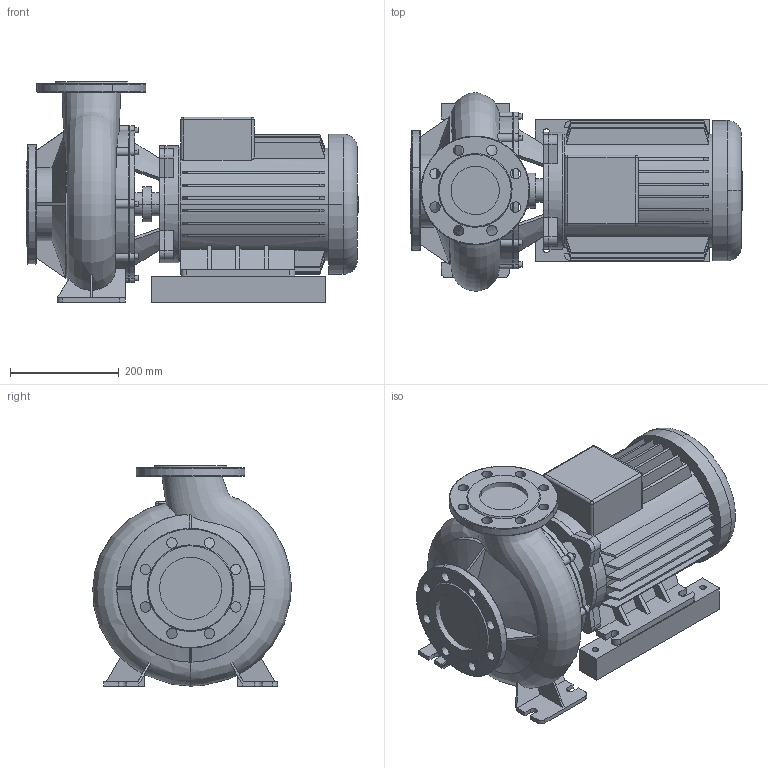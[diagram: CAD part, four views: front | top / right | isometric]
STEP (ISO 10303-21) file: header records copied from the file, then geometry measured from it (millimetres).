
FILE_DESCRIPTION((''),'2;1');
FILE_NAME('3d_BM80_160-15_2-2103527.stp','2011-01-26T14:45:57',(''),(''),'Mechanical Desktop 2008','Mechanical Desktop 2008',', , ');
FILE_SCHEMA(('CONFIG_CONTROL_DESIGN'));
Length unit declared in the file: millimetre
Products named in the file (1): Product
Bounding box: 610.5 x 364.99 x 405 mm (x, y, z)
Volume: 30464291.1 mm3; surface area: 1721493.4 mm2
Topology: 12 solids, 12 shells, 679 faces, 1761 edges, 1146 vertices
Faces by surface type: plane 313, bspline 204, cylinder 112, cone 44, sphere 4, torus 2
Entity records: 30628 total; most frequent: CARTESIAN_POINT 14696, ORIENTED_EDGE 3514, DIRECTION 2945, EDGE_CURVE 1757, VERTEX_POINT 1146, VECTOR 1035, LINE 1035, AXIS2_PLACEMENT_3D 955
